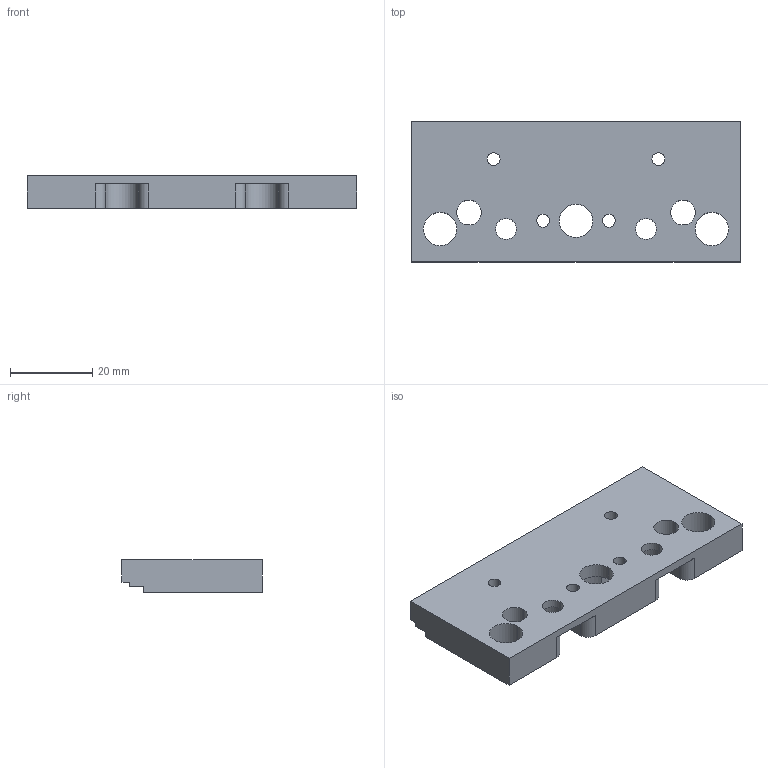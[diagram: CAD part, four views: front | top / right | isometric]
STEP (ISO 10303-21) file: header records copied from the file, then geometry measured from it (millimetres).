
FILE_DESCRIPTION (( 'STEP AP214' ), '1' );
FILE_NAME ('CNC加工件-v1.4.1_嘉立创-固定-20250729.STEP', '2025-07-29T12:56:57', ( '' ), ( '' ), 'SwSTEP 2.0', 'SolidWorks 2018', '' );
FILE_SCHEMA (( 'AUTOMOTIVE_DESIGN' ));
Length unit declared in the file: millimetre
Products named in the file (1): CNC加工件-v1.4.1_嘉立创-固定-20250729
Bounding box: 80 x 34 x 8 mm (x, y, z)
Volume: 17155.3 mm3; surface area: 8310 mm2
Topology: 1 solids, 1 shells, 60 faces, 171 edges, 114 vertices
Faces by surface type: cylinder 35, plane 25
Entity records: 2063 total; most frequent: DIRECTION 363, CARTESIAN_POINT 346, ORIENTED_EDGE 342, EDGE_CURVE 171, AXIS2_PLACEMENT_3D 131, VERTEX_POINT 114, LINE 101, VECTOR 101
